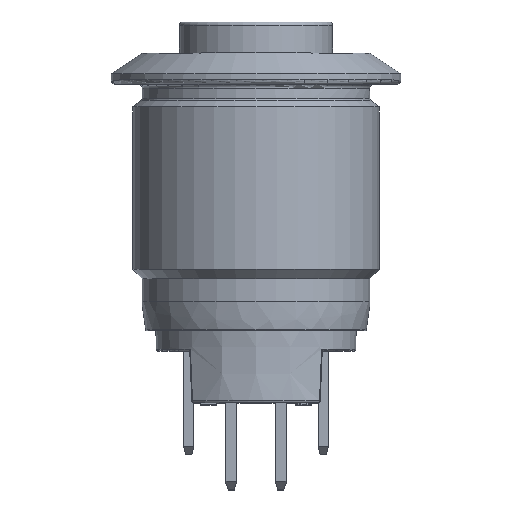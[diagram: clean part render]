
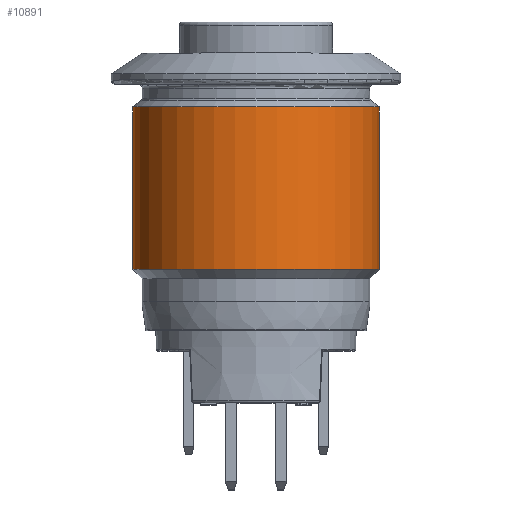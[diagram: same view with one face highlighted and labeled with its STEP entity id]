
A CAD part, top view. The second image highlights one B-rep face of the part: STEP entity #10891.
In plain terms, the highlighted cylindrical face has radius 5.95 mm (diameter 11.9 mm), a full revolution.
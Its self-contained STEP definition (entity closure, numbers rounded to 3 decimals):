
#586=LINE('',#15336,#1877);
#1877=VECTOR('',#12401,5.95);
#3158=CYLINDRICAL_SURFACE('',#11516,5.95);
#3255=FACE_OUTER_BOUND('',#3827,.T.);
#3827=EDGE_LOOP('',(#7290,#7291,#7292,#7293));
#4433=CIRCLE('',#11490,5.95);
#4448=CIRCLE('',#11513,5.95);
#4672=VERTEX_POINT('',#15272);
#4695=VERTEX_POINT('',#15328);
#5675=EDGE_CURVE('',#4672,#4672,#4433,.T.);
#5700=EDGE_CURVE('',#4695,#4695,#4448,.T.);
#5704=EDGE_CURVE('',#4672,#4695,#586,.T.);
#7290=ORIENTED_EDGE('',*,*,#5675,.F.);
#7291=ORIENTED_EDGE('',*,*,#5704,.T.);
#7292=ORIENTED_EDGE('',*,*,#5700,.T.);
#7293=ORIENTED_EDGE('',*,*,#5704,.F.);
#10891=ADVANCED_FACE('',(#3255),#3158,.T.);
#11490=AXIS2_PLACEMENT_3D('',#15273,#12336,#12337);
#11513=AXIS2_PLACEMENT_3D('',#15329,#12392,#12393);
#11516=AXIS2_PLACEMENT_3D('',#15335,#12399,#12400);
#12336=DIRECTION('center_axis',(0.,1.,0.));
#12337=DIRECTION('ref_axis',(1.,0.,0.));
#12392=DIRECTION('center_axis',(0.,1.,0.));
#12393=DIRECTION('ref_axis',(1.,0.,0.));
#12399=DIRECTION('center_axis',(0.,1.,0.));
#12400=DIRECTION('ref_axis',(0.,0.,1.));
#12401=DIRECTION('',(0.,-1.,0.));
#15272=CARTESIAN_POINT('',(0.,-2.6,-5.95));
#15273=CARTESIAN_POINT('Origin',(0.,-2.6,0.));
#15328=CARTESIAN_POINT('',(0.,-10.45,-5.95));
#15329=CARTESIAN_POINT('Origin',(0.,-10.45,0.));
#15335=CARTESIAN_POINT('Origin',(0.,-6.525,0.));
#15336=CARTESIAN_POINT('',(0.,-6.525,-5.95));
